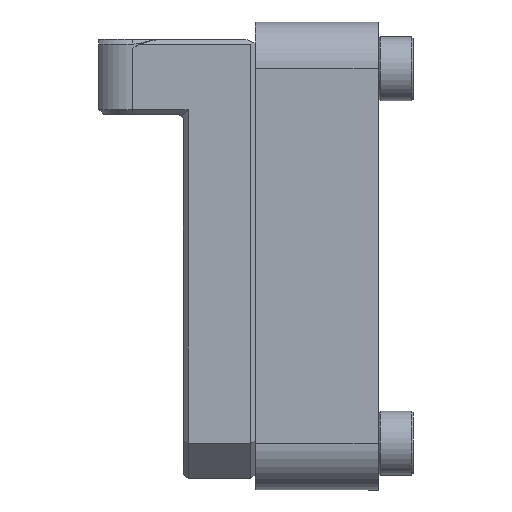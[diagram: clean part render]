
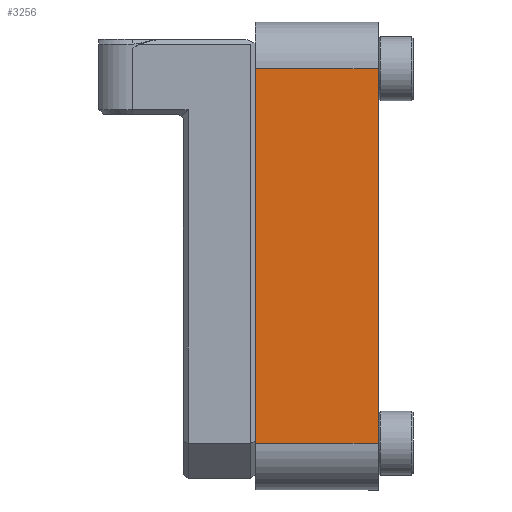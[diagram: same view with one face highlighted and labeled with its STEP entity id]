
A CAD part, front view. The second image highlights one B-rep face of the part: STEP entity #3256.
In plain terms, the highlighted face is planar.
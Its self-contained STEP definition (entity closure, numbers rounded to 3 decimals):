
#359=LINE('',#8019,#627);
#360=LINE('',#8022,#628);
#361=LINE('',#8024,#629);
#362=LINE('',#8025,#630);
#627=VECTOR('',#3908,1000.);
#628=VECTOR('',#3911,1000.);
#629=VECTOR('',#3912,1000.);
#630=VECTOR('',#3913,1000.);
#865=PLANE('',#3494);
#982=FACE_OUTER_BOUND('',#1180,.T.);
#1180=EDGE_LOOP('',(#2346,#2347,#2348,#2349));
#1527=VERTEX_POINT('',#8015);
#1528=VERTEX_POINT('',#8017);
#1529=VERTEX_POINT('',#8021);
#1530=VERTEX_POINT('',#8023);
#1846=EDGE_CURVE('',#1528,#1527,#359,.T.);
#1847=EDGE_CURVE('',#1529,#1527,#360,.T.);
#1848=EDGE_CURVE('',#1530,#1528,#361,.T.);
#1849=EDGE_CURVE('',#1530,#1529,#362,.T.);
#2346=ORIENTED_EDGE('',*,*,#1847,.T.);
#2347=ORIENTED_EDGE('',*,*,#1846,.F.);
#2348=ORIENTED_EDGE('',*,*,#1848,.F.);
#2349=ORIENTED_EDGE('',*,*,#1849,.T.);
#3256=ADVANCED_FACE('',(#982),#865,.T.);
#3494=AXIS2_PLACEMENT_3D('',#8020,#3909,#3910);
#3908=DIRECTION('',(0.,-1.,0.));
#3909=DIRECTION('center_axis',(1.,0.,0.));
#3910=DIRECTION('ref_axis',(0.,1.,0.));
#3911=DIRECTION('',(0.,0.,-1.));
#3912=DIRECTION('',(0.,0.,-1.));
#3913=DIRECTION('',(0.,-1.,0.));
#8015=CARTESIAN_POINT('',(83.116,-35.,37.2));
#8017=CARTESIAN_POINT('',(83.116,-24.5,37.2));
#8019=CARTESIAN_POINT('',(83.116,-24.5,37.2));
#8020=CARTESIAN_POINT('Origin',(83.116,-35.001,53.2));
#8021=CARTESIAN_POINT('',(83.116,-35.,69.2));
#8022=CARTESIAN_POINT('',(83.116,-35.,53.2));
#8023=CARTESIAN_POINT('',(83.116,-24.5,69.2));
#8024=CARTESIAN_POINT('',(83.116,-24.5,69.2));
#8025=CARTESIAN_POINT('',(83.116,-24.5,69.2));
